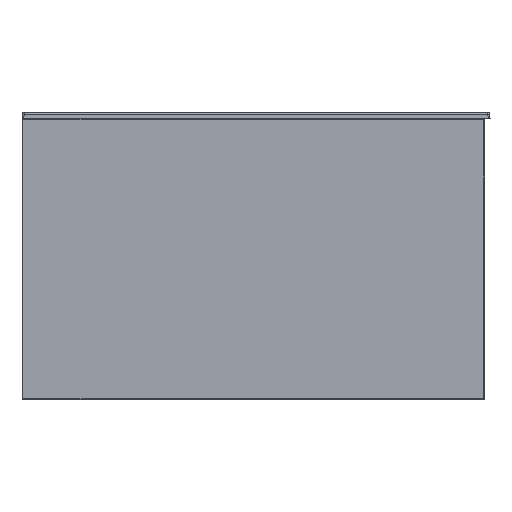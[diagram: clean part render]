
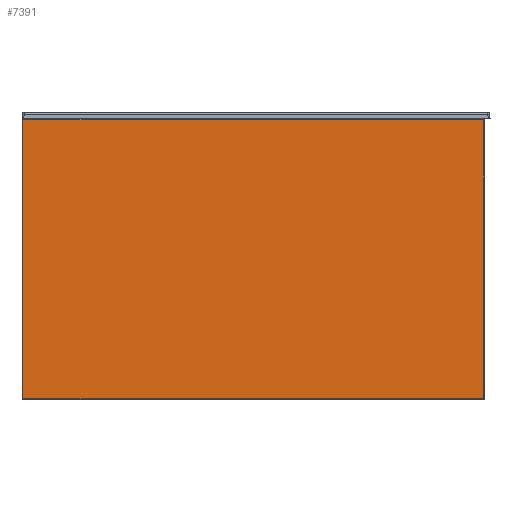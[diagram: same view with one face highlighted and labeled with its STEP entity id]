
A CAD part, left-side view. The second image highlights one B-rep face of the part: STEP entity #7391.
In plain terms, the highlighted planar face has unit normal (-1, 0, 0).
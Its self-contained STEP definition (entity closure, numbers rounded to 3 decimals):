
#721=PLANE('',#8030);
#1173=FACE_OUTER_BOUND('',#1641,.T.);
#1641=EDGE_LOOP('',(#6693,#6694,#6695,#6696));
#2383=LINE('',#33196,#3027);
#2387=LINE('',#33204,#3031);
#2390=LINE('',#33210,#3034);
#2393=LINE('',#33215,#3037);
#3027=VECTOR('',#9551,1.);
#3031=VECTOR('',#9557,1.);
#3034=VECTOR('',#9562,1.);
#3037=VECTOR('',#9567,1.);
#3716=VERTEX_POINT('',#33194);
#3717=VERTEX_POINT('',#33195);
#3720=VERTEX_POINT('',#33203);
#3722=VERTEX_POINT('',#33209);
#4717=EDGE_CURVE('',#3716,#3717,#2383,.T.);
#4721=EDGE_CURVE('',#3720,#3716,#2387,.T.);
#4724=EDGE_CURVE('',#3722,#3720,#2390,.T.);
#4727=EDGE_CURVE('',#3717,#3722,#2393,.T.);
#6693=ORIENTED_EDGE('',*,*,#4717,.T.);
#6694=ORIENTED_EDGE('',*,*,#4727,.T.);
#6695=ORIENTED_EDGE('',*,*,#4724,.T.);
#6696=ORIENTED_EDGE('',*,*,#4721,.T.);
#7391=ADVANCED_FACE('',(#1173),#721,.F.);
#8030=AXIS2_PLACEMENT_3D('',#33218,#9571,#9572);
#9551=DIRECTION('',(0.,1.,0.));
#9557=DIRECTION('',(0.,0.,1.));
#9562=DIRECTION('',(0.,-1.,0.));
#9567=DIRECTION('',(0.,0.,-1.));
#9571=DIRECTION('center_axis',(1.,0.,0.));
#9572=DIRECTION('ref_axis',(0.,0.,-1.));
#33194=CARTESIAN_POINT('',(-997.,-493.,299.));
#33195=CARTESIAN_POINT('',(-997.,-1.,299.));
#33196=CARTESIAN_POINT('',(-997.,-370.,299.));
#33203=CARTESIAN_POINT('',(-997.,-493.,1.));
#33204=CARTESIAN_POINT('',(-997.,-493.,75.5));
#33209=CARTESIAN_POINT('',(-997.,-1.,1.));
#33210=CARTESIAN_POINT('',(-997.,-124.,1.));
#33215=CARTESIAN_POINT('',(-997.,-1.,224.5));
#33218=CARTESIAN_POINT('Origin',(-997.,-247.,150.));
